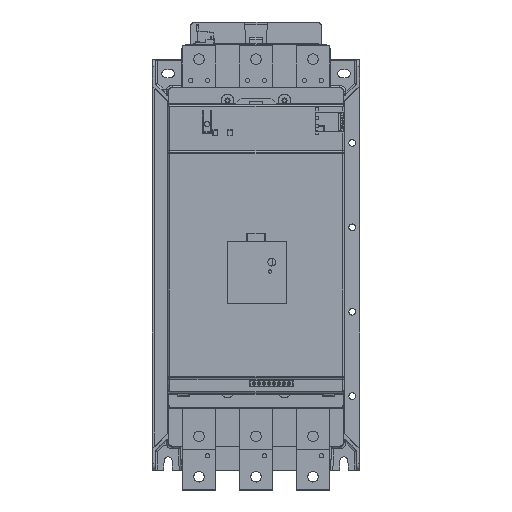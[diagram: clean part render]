
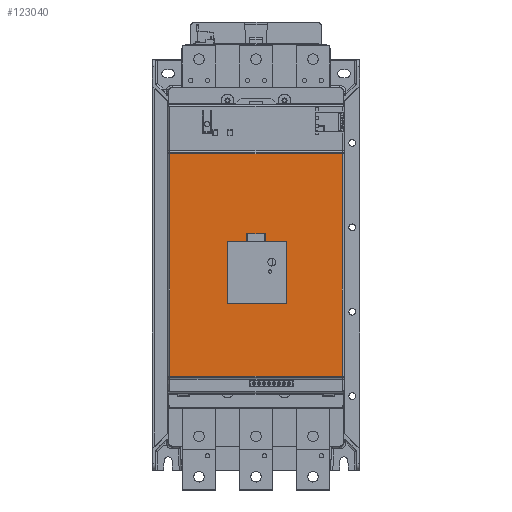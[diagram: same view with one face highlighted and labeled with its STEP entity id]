
A CAD part, top view. The second image highlights one B-rep face of the part: STEP entity #123040.
In plain terms, the highlighted planar face has unit normal (0, 0, 1).
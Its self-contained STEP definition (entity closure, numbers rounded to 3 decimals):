
#21158=DIRECTION('',(0.,-1.,0.));
#21159=VECTOR('',#21158,210.541);
#21160=CARTESIAN_POINT('',(230.243,1728.612,1884.485));
#21161=LINE('',#21160,#21159);
#21181=DIRECTION('',(-1.,0.,0.));
#21182=VECTOR('',#21181,163.624);
#21183=CARTESIAN_POINT('',(230.243,1518.071,1884.485));
#21184=LINE('',#21183,#21182);
#21510=DIRECTION('',(0.,1.,0.));
#21511=VECTOR('',#21510,210.541);
#21512=CARTESIAN_POINT('',(66.619,1518.071,1884.485));
#21513=LINE('',#21512,#21511);
#28272=DIRECTION('',(0.,-1.,0.));
#28273=VECTOR('',#28272,7.);
#28274=CARTESIAN_POINT('',(139.431,1652.936,1884.485));
#28275=LINE('',#28274,#28273);
#28276=DIRECTION('',(0.,-1.,0.));
#28277=VECTOR('',#28276,0.5);
#28278=CARTESIAN_POINT('',(139.301,1645.936,1884.485));
#28279=LINE('',#28278,#28277);
#28280=DIRECTION('',(0.,1.,0.));
#28281=VECTOR('',#28280,0.5);
#28282=CARTESIAN_POINT('',(157.561,1645.436,1884.485));
#28283=LINE('',#28282,#28281);
#28284=DIRECTION('',(-1.,0.,0.));
#28285=VECTOR('',#28284,0.13);
#28286=CARTESIAN_POINT('',(157.561,1645.936,1884.485));
#28287=LINE('',#28286,#28285);
#28288=DIRECTION('',(0.,1.,0.));
#28289=VECTOR('',#28288,0.63);
#28290=CARTESIAN_POINT('',(157.561,1652.936,1884.485));
#28291=LINE('',#28290,#28289);
#28292=DIRECTION('',(-1.,0.,0.));
#28293=VECTOR('',#28292,5.26);
#28294=CARTESIAN_POINT('',(157.561,1653.566,1884.485));
#28295=LINE('',#28294,#28293);
#28296=DIRECTION('',(0.,-1.,0.));
#28297=VECTOR('',#28296,0.63);
#28298=CARTESIAN_POINT('',(152.301,1653.566,1884.485));
#28299=LINE('',#28298,#28297);
#28300=DIRECTION('',(-1.,0.,0.));
#28301=VECTOR('',#28300,7.74);
#28302=CARTESIAN_POINT('',(152.301,1652.936,1884.485));
#28303=LINE('',#28302,#28301);
#28304=DIRECTION('',(0.,1.,0.));
#28305=VECTOR('',#28304,0.63);
#28306=CARTESIAN_POINT('',(144.561,1652.936,1884.485));
#28307=LINE('',#28306,#28305);
#28308=DIRECTION('',(-1.,0.,0.));
#28309=VECTOR('',#28308,5.26);
#28310=CARTESIAN_POINT('',(144.561,1653.566,1884.485));
#28311=LINE('',#28310,#28309);
#28312=DIRECTION('',(0.,-1.,0.));
#28313=VECTOR('',#28312,0.63);
#28314=CARTESIAN_POINT('',(139.301,1653.566,1884.485));
#28315=LINE('',#28314,#28313);
#28316=DIRECTION('',(1.,0.,0.));
#28317=VECTOR('',#28316,0.13);
#28318=CARTESIAN_POINT('',(139.301,1652.936,1884.485));
#28319=LINE('',#28318,#28317);
#28324=DIRECTION('',(1.,0.,0.));
#28325=VECTOR('',#28324,163.624);
#28326=CARTESIAN_POINT('',(66.619,1728.612,1884.485));
#28327=LINE('',#28326,#28325);
#28356=DIRECTION('',(-1.,0.,0.));
#28357=VECTOR('',#28356,0.13);
#28358=CARTESIAN_POINT('',(157.561,1652.936,1884.485));
#28359=LINE('',#28358,#28357);
#28412=DIRECTION('',(0.,-1.,0.));
#28413=VECTOR('',#28412,7.);
#28414=CARTESIAN_POINT('',(157.431,1652.936,1884.485));
#28415=LINE('',#28414,#28413);
#28460=DIRECTION('',(1.,0.,0.));
#28461=VECTOR('',#28460,0.13);
#28462=CARTESIAN_POINT('',(139.301,1645.936,1884.485));
#28463=LINE('',#28462,#28461);
#28572=DIRECTION('',(1.,0.,0.));
#28573=VECTOR('',#28572,20.119);
#28574=CARTESIAN_POINT('',(157.561,1645.436,1884.485));
#28575=LINE('',#28574,#28573);
#28576=DIRECTION('',(0.,-1.,0.));
#28577=VECTOR('',#28576,58.999);
#28578=CARTESIAN_POINT('',(177.68,1645.436,1884.485));
#28579=LINE('',#28578,#28577);
#28584=DIRECTION('',(-1.,0.,0.));
#28585=VECTOR('',#28584,55.999);
#28586=CARTESIAN_POINT('',(177.68,1586.436,1884.485));
#28587=LINE('',#28586,#28585);
#28592=DIRECTION('',(0.,1.,0.));
#28593=VECTOR('',#28592,58.999);
#28594=CARTESIAN_POINT('',(121.68,1586.436,1884.485));
#28595=LINE('',#28594,#28593);
#28604=DIRECTION('',(1.,0.,0.));
#28605=VECTOR('',#28604,17.621);
#28606=CARTESIAN_POINT('',(121.68,1645.436,1884.485));
#28607=LINE('',#28606,#28605);
#86063=CARTESIAN_POINT('',(157.561,1645.436,1884.485));
#86064=VERTEX_POINT('',#86063);
#86065=CARTESIAN_POINT('',(177.68,1645.436,1884.485));
#86066=VERTEX_POINT('',#86065);
#86071=CARTESIAN_POINT('',(121.68,1645.436,1884.485));
#86072=VERTEX_POINT('',#86071);
#86073=CARTESIAN_POINT('',(139.301,1645.436,1884.485));
#86074=VERTEX_POINT('',#86073);
#86075=CARTESIAN_POINT('',(157.561,1645.936,1884.485));
#86076=VERTEX_POINT('',#86075);
#86081=CARTESIAN_POINT('',(66.619,1728.612,1884.485));
#86082=CARTESIAN_POINT('',(230.243,1728.612,1884.485));
#86083=VERTEX_POINT('',#86081);
#86084=VERTEX_POINT('',#86082);
#86085=CARTESIAN_POINT('',(230.243,1518.071,1884.485));
#86086=VERTEX_POINT('',#86085);
#86087=CARTESIAN_POINT('',(66.619,1518.071,1884.485));
#86088=VERTEX_POINT('',#86087);
#86089=CARTESIAN_POINT('',(139.431,1652.936,1884.485));
#86090=CARTESIAN_POINT('',(139.431,1645.936,1884.485));
#86091=VERTEX_POINT('',#86089);
#86092=VERTEX_POINT('',#86090);
#86093=CARTESIAN_POINT('',(139.301,1645.936,1884.485));
#86094=VERTEX_POINT('',#86093);
#86095=CARTESIAN_POINT('',(121.68,1586.436,1884.485));
#86096=VERTEX_POINT('',#86095);
#86097=CARTESIAN_POINT('',(177.68,1586.436,1884.485));
#86098=VERTEX_POINT('',#86097);
#86099=CARTESIAN_POINT('',(157.431,1645.936,1884.485));
#86100=VERTEX_POINT('',#86099);
#86101=CARTESIAN_POINT('',(157.431,1652.936,1884.485));
#86102=VERTEX_POINT('',#86101);
#86103=CARTESIAN_POINT('',(157.561,1652.936,1884.485));
#86104=VERTEX_POINT('',#86103);
#86105=CARTESIAN_POINT('',(157.561,1653.566,1884.485));
#86106=VERTEX_POINT('',#86105);
#86107=CARTESIAN_POINT('',(152.301,1653.566,1884.485));
#86108=VERTEX_POINT('',#86107);
#86109=CARTESIAN_POINT('',(152.301,1652.936,1884.485));
#86110=VERTEX_POINT('',#86109);
#86111=CARTESIAN_POINT('',(144.561,1652.936,1884.485));
#86112=VERTEX_POINT('',#86111);
#86113=CARTESIAN_POINT('',(144.561,1653.566,1884.485));
#86114=VERTEX_POINT('',#86113);
#86115=CARTESIAN_POINT('',(139.301,1653.566,1884.485));
#86116=VERTEX_POINT('',#86115);
#86117=CARTESIAN_POINT('',(139.301,1652.936,1884.485));
#86118=VERTEX_POINT('',#86117);
#122987=CARTESIAN_POINT('',(65.119,1730.112,
1884.485));
#122988=DIRECTION('',(0.,0.,1.));
#122989=DIRECTION('',(0.,-1.,0.));
#122990=AXIS2_PLACEMENT_3D('',#122987,#122988,#122989);
#122991=PLANE('',#122990);
#122993=ORIENTED_EDGE('',*,*,#122992,.T.);
#122994=ORIENTED_EDGE('',*,*,#114521,.T.);
#122995=ORIENTED_EDGE('',*,*,#114548,.T.);
#122996=ORIENTED_EDGE('',*,*,#114879,.T.);
#122997=EDGE_LOOP('',(#122993,#122994,#122995,#122996));
#122998=FACE_OUTER_BOUND('',#122997,.F.);
#123000=ORIENTED_EDGE('',*,*,#122999,.T.);
#123002=ORIENTED_EDGE('',*,*,#123001,.F.);
#123004=ORIENTED_EDGE('',*,*,#123003,.T.);
#123006=ORIENTED_EDGE('',*,*,#123005,.F.);
#123008=ORIENTED_EDGE('',*,*,#123007,.F.);
#123010=ORIENTED_EDGE('',*,*,#123009,.F.);
#123012=ORIENTED_EDGE('',*,*,#123011,.F.);
#123014=ORIENTED_EDGE('',*,*,#123013,.F.);
#123015=ORIENTED_EDGE('',*,*,#122973,.T.);
#123017=ORIENTED_EDGE('',*,*,#123016,.T.);
#123019=ORIENTED_EDGE('',*,*,#123018,.F.);
#123021=ORIENTED_EDGE('',*,*,#123020,.F.);
#123023=ORIENTED_EDGE('',*,*,#123022,.T.);
#123025=ORIENTED_EDGE('',*,*,#123024,.T.);
#123027=ORIENTED_EDGE('',*,*,#123026,.T.);
#123029=ORIENTED_EDGE('',*,*,#123028,.T.);
#123031=ORIENTED_EDGE('',*,*,#123030,.T.);
#123033=ORIENTED_EDGE('',*,*,#123032,.T.);
#123035=ORIENTED_EDGE('',*,*,#123034,.T.);
#123037=ORIENTED_EDGE('',*,*,#123036,.T.);
#123038=EDGE_LOOP('',(#123000,#123002,#123004,#123006,#123008,#123010,#123012,
#123014,#123015,#123017,#123019,#123021,#123023,#123025,#123027,#123029,#123031,
#123033,#123035,#123037));
#123039=FACE_BOUND('',#123038,.F.);
#123040=ADVANCED_FACE('',(#122998,#123039),#122991,.T.);
#114521=EDGE_CURVE('',#86084,#86086,#21161,.T.);
#114548=EDGE_CURVE('',#86086,#86088,#21184,.T.);
#114879=EDGE_CURVE('',#86088,#86083,#21513,.T.);
#122973=EDGE_CURVE('',#86064,#86076,#28283,.T.);
#122992=EDGE_CURVE('',#86083,#86084,#28327,.T.);
#122999=EDGE_CURVE('',#86091,#86092,#28275,.T.);
#123001=EDGE_CURVE('',#86094,#86092,#28463,.T.);
#123003=EDGE_CURVE('',#86094,#86074,#28279,.T.);
#123005=EDGE_CURVE('',#86072,#86074,#28607,.T.);
#123007=EDGE_CURVE('',#86096,#86072,#28595,.T.);
#123009=EDGE_CURVE('',#86098,#86096,#28587,.T.);
#123011=EDGE_CURVE('',#86066,#86098,#28579,.T.);
#123013=EDGE_CURVE('',#86064,#86066,#28575,.T.);
#123016=EDGE_CURVE('',#86076,#86100,#28287,.T.);
#123018=EDGE_CURVE('',#86102,#86100,#28415,.T.);
#123020=EDGE_CURVE('',#86104,#86102,#28359,.T.);
#123022=EDGE_CURVE('',#86104,#86106,#28291,.T.);
#123024=EDGE_CURVE('',#86106,#86108,#28295,.T.);
#123026=EDGE_CURVE('',#86108,#86110,#28299,.T.);
#123028=EDGE_CURVE('',#86110,#86112,#28303,.T.);
#123030=EDGE_CURVE('',#86112,#86114,#28307,.T.);
#123032=EDGE_CURVE('',#86114,#86116,#28311,.T.);
#123034=EDGE_CURVE('',#86116,#86118,#28315,.T.);
#123036=EDGE_CURVE('',#86118,#86091,#28319,.T.);
